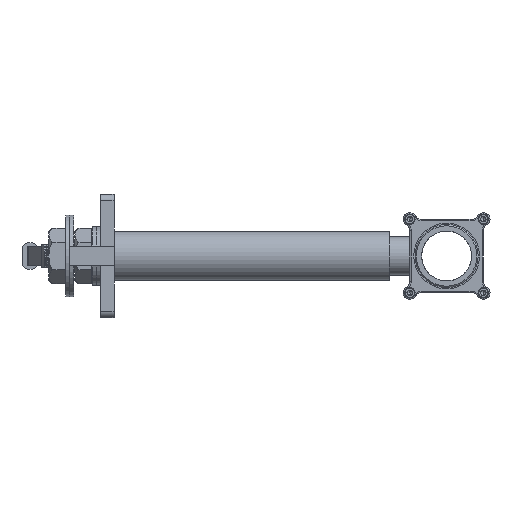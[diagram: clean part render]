
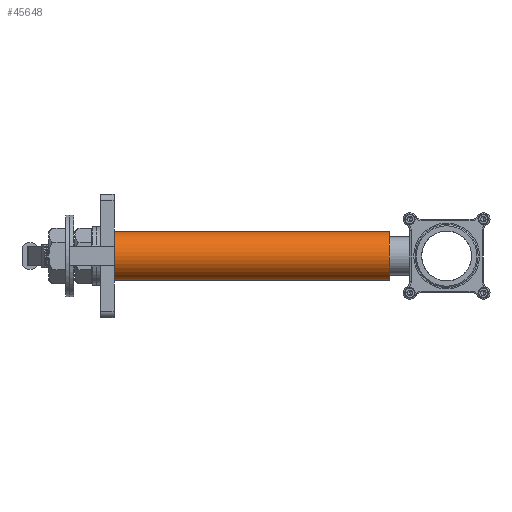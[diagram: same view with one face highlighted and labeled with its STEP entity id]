
A CAD part, left-side view. The second image highlights one B-rep face of the part: STEP entity #45648.
In plain terms, the highlighted cylindrical face has radius 18.517 mm (diameter 37.033 mm), a partial arc.
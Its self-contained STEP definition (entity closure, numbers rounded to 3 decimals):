
#1470 = DIRECTION ( 'NONE',  ( 0., -1., 0. ) ) ;
#1595 = DIRECTION ( 'NONE',  ( 0., -1., 0. ) ) ;
#4021 = LINE ( 'NONE', #79765, #31559 ) ;
#4617 = VERTEX_POINT ( 'NONE', #57203 ) ;
#8586 = VECTOR ( 'NONE', #1595, 1000. ) ;
#9215 = DIRECTION ( 'NONE',  ( 0., -1., 0. ) ) ;
#10542 = ORIENTED_EDGE ( 'NONE', *, *, #11693, .T. ) ;
#11693 = EDGE_CURVE ( 'NONE', #34282, #4617, #71420, .T. ) ;
#13926 = EDGE_CURVE ( 'NONE', #52399, #68061, #51643, .T. ) ;
#16080 = CARTESIAN_POINT ( 'NONE',  ( 0., 253., 18.517 ) ) ;
#18900 = CARTESIAN_POINT ( 'NONE',  ( 0., 0., 0. ) ) ;
#19307 = DIRECTION ( 'NONE',  ( 0., 0., -1. ) ) ;
#19722 = CYLINDRICAL_SURFACE ( 'NONE', #68030, 18.517 ) ;
#22588 = AXIS2_PLACEMENT_3D ( 'NONE', #44521, #1470, #77202 ) ;
#25122 = FACE_OUTER_BOUND ( 'NONE', #58625, .T. ) ;
#31559 = VECTOR ( 'NONE', #79368, 1000. ) ;
#33462 = ORIENTED_EDGE ( 'NONE', *, *, #13926, .F. ) ;
#34282 = VERTEX_POINT ( 'NONE', #16080 ) ;
#35090 = CARTESIAN_POINT ( 'NONE',  ( 0., 43.67, -18.517 ) ) ;
#40695 = DIRECTION ( 'NONE',  ( 0., 0., -1. ) ) ;
#44521 = CARTESIAN_POINT ( 'NONE',  ( 0., 43.67, 0. ) ) ;
#45648 = ADVANCED_FACE ( 'NONE', ( #25122 ), #19722, .T. ) ;
#49715 = EDGE_CURVE ( 'NONE', #4617, #68061, #67532, .T. ) ;
#51643 = CIRCLE ( 'NONE', #22588, 18.517 ) ;
#52399 = VERTEX_POINT ( 'NONE', #53365 ) ;
#53101 = CARTESIAN_POINT ( 'NONE',  ( 0., 253., 0. ) ) ;
#53365 = CARTESIAN_POINT ( 'NONE',  ( 0., 43.67, 18.517 ) ) ;
#56658 = ORIENTED_EDGE ( 'NONE', *, *, #49715, .T. ) ;
#57203 = CARTESIAN_POINT ( 'NONE',  ( 0., 253., -18.517 ) ) ;
#58625 = EDGE_LOOP ( 'NONE', ( #69302, #10542, #56658, #33462 ) ) ;
#60862 = AXIS2_PLACEMENT_3D ( 'NONE', #53101, #9215, #40695 ) ;
#64448 = DIRECTION ( 'NONE',  ( 0., -1., 0. ) ) ;
#67532 = LINE ( 'NONE', #80365, #8586 ) ;
#67930 = EDGE_CURVE ( 'NONE', #34282, #52399, #4021, .T. ) ;
#68030 = AXIS2_PLACEMENT_3D ( 'NONE', #18900, #64448, #19307 ) ;
#68061 = VERTEX_POINT ( 'NONE', #35090 ) ;
#69302 = ORIENTED_EDGE ( 'NONE', *, *, #67930, .F. ) ;
#71420 = CIRCLE ( 'NONE', #60862, 18.517 ) ;
#77202 = DIRECTION ( 'NONE',  ( 0., 0., -1. ) ) ;
#79368 = DIRECTION ( 'NONE',  ( 0., -1., 0. ) ) ;
#79765 = CARTESIAN_POINT ( 'NONE',  ( 0., 0., 18.517 ) ) ;
#80365 = CARTESIAN_POINT ( 'NONE',  ( 0., 0., -18.517 ) ) ;
